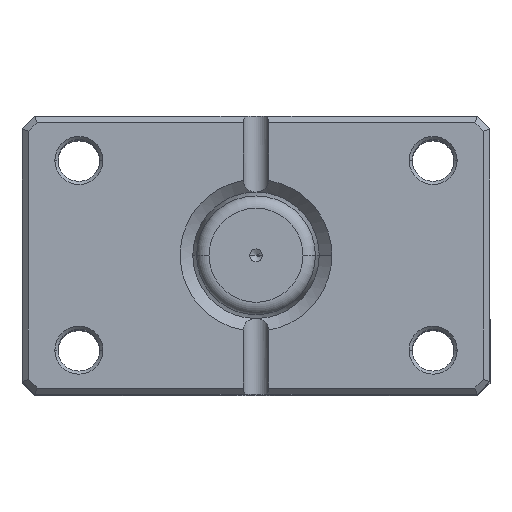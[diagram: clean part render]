
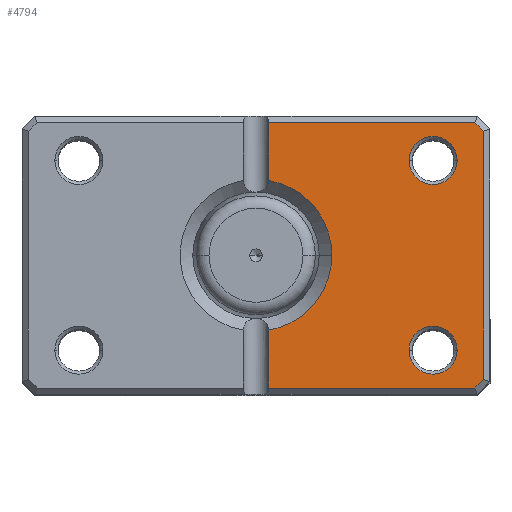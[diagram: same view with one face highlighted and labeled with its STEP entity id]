
A CAD part, top view. The second image highlights one B-rep face of the part: STEP entity #4794.
In plain terms, the highlighted face is planar.
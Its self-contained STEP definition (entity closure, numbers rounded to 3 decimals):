
#88 = CARTESIAN_POINT ( 'NONE',  ( 0., 21., 0. ) ) ;
#92 = CIRCLE ( 'NONE', #6217, 3.8 ) ;
#117 = ORIENTED_EDGE ( 'NONE', *, *, #3214, .T. ) ;
#130 = LINE ( 'NONE', #5786, #2530 ) ;
#143 = PLANE ( 'NONE',  #4802 ) ;
#171 = DIRECTION ( 'NONE',  ( -0.707, 0.707, 0. ) ) ;
#197 = VERTEX_POINT ( 'NONE', #4321 ) ;
#270 = DIRECTION ( 'NONE',  ( 1., 0., 0. ) ) ;
#296 = CARTESIAN_POINT ( 'NONE',  ( -31.8, -15., 0. ) ) ;
#366 = DIRECTION ( 'NONE',  ( 1., 0., 0. ) ) ;
#403 = EDGE_CURVE ( 'NONE', #197, #2511, #724, .T. ) ;
#460 = AXIS2_PLACEMENT_3D ( 'NONE', #6091, #3149, #270 ) ;
#554 = CARTESIAN_POINT ( 'NONE',  ( -31.8, 15., 0. ) ) ;
#585 = VECTOR ( 'NONE', #1182, 1000. ) ;
#623 = CIRCLE ( 'NONE', #4039, 3.8 ) ;
#648 = DIRECTION ( 'NONE',  ( 0., 0., 1. ) ) ;
#671 = CIRCLE ( 'NONE', #681, 12. ) ;
#681 = AXIS2_PLACEMENT_3D ( 'NONE', #2701, #6139, #3200 ) ;
#702 = LINE ( 'NONE', #88, #5713 ) ;
#724 = LINE ( 'NONE', #1232, #585 ) ;
#743 = CARTESIAN_POINT ( 'NONE',  ( -2., 11.832, 0. ) ) ;
#799 = VERTEX_POINT ( 'NONE', #2327 ) ;
#851 = EDGE_CURVE ( 'NONE', #2080, #4252, #130, .T. ) ;
#881 = VECTOR ( 'NONE', #171, 1000. ) ;
#938 = DIRECTION ( 'NONE',  ( -1., 0., 0. ) ) ;
#962 = CARTESIAN_POINT ( 'NONE',  ( -2., -11.832, 0. ) ) ;
#988 = CARTESIAN_POINT ( 'NONE',  ( -34.586, 21., 0. ) ) ;
#1018 = ORIENTED_EDGE ( 'NONE', *, *, #4963, .T. ) ;
#1091 = ORIENTED_EDGE ( 'NONE', *, *, #5993, .T. ) ;
#1100 = DIRECTION ( 'NONE',  ( 0., 0., 1. ) ) ;
#1182 = DIRECTION ( 'NONE',  ( 0., -1., 0. ) ) ;
#1204 = EDGE_CURVE ( 'NONE', #2958, #2887, #2143, .T. ) ;
#1232 = CARTESIAN_POINT ( 'NONE',  ( -2., 22., 0. ) ) ;
#1510 = DIRECTION ( 'NONE',  ( 1., 0., 0. ) ) ;
#1527 = CARTESIAN_POINT ( 'NONE',  ( -36., 19.586, 0. ) ) ;
#1536 = EDGE_LOOP ( 'NONE', ( #5976, #1091, #4898, #5209, #2891, #4509, #4650, #2362, #117 ) ) ;
#1700 = ORIENTED_EDGE ( 'NONE', *, *, #6098, .T. ) ;
#1737 = LINE ( 'NONE', #5075, #5466 ) ;
#1742 = CIRCLE ( 'NONE', #460, 3.8 ) ;
#1751 = VERTEX_POINT ( 'NONE', #962 ) ;
#2080 = VERTEX_POINT ( 'NONE', #1527 ) ;
#2130 = DIRECTION ( 'NONE',  ( 0., 1., 0. ) ) ;
#2143 = LINE ( 'NONE', #2390, #881 ) ;
#2200 = VECTOR ( 'NONE', #5329, 1000. ) ;
#2201 = EDGE_CURVE ( 'NONE', #1751, #2352, #6102, .T. ) ;
#2327 = CARTESIAN_POINT ( 'NONE',  ( -24.2, 15., 0. ) ) ;
#2349 = CARTESIAN_POINT ( 'NONE',  ( -28., -15., 0. ) ) ;
#2352 = VERTEX_POINT ( 'NONE', #5165 ) ;
#2362 = ORIENTED_EDGE ( 'NONE', *, *, #851, .T. ) ;
#2390 = CARTESIAN_POINT ( 'NONE',  ( -27.793, -27.793, 0. ) ) ;
#2511 = VERTEX_POINT ( 'NONE', #743 ) ;
#2530 = VECTOR ( 'NONE', #5376, 1000. ) ;
#2701 = CARTESIAN_POINT ( 'NONE',  ( 0., 0., 0. ) ) ;
#2710 = CARTESIAN_POINT ( 'NONE',  ( 0., 0., 0. ) ) ;
#2789 = FACE_BOUND ( 'NONE', #5218, .T. ) ;
#2834 = DIRECTION ( 'NONE',  ( 1., 0., 0. ) ) ;
#2848 = EDGE_CURVE ( 'NONE', #3027, #1751, #3503, .T. ) ;
#2887 = VERTEX_POINT ( 'NONE', #3243 ) ;
#2891 = ORIENTED_EDGE ( 'NONE', *, *, #5043, .T. ) ;
#2958 = VERTEX_POINT ( 'NONE', #3790 ) ;
#3027 = VERTEX_POINT ( 'NONE', #5763 ) ;
#3149 = DIRECTION ( 'NONE',  ( 0., 0., 1. ) ) ;
#3200 = DIRECTION ( 'NONE',  ( 1., 0., 0. ) ) ;
#3205 = ORIENTED_EDGE ( 'NONE', *, *, #5206, .T. ) ;
#3214 = EDGE_CURVE ( 'NONE', #4252, #197, #702, .T. ) ;
#3215 = DIRECTION ( 'NONE',  ( 1., 0., 0. ) ) ;
#3243 = CARTESIAN_POINT ( 'NONE',  ( -36., -19.586, 0. ) ) ;
#3258 = DIRECTION ( 'NONE',  ( 0., 0., 1. ) ) ;
#3503 = CIRCLE ( 'NONE', #5613, 12. ) ;
#3541 = CARTESIAN_POINT ( 'NONE',  ( -28., 15., 0. ) ) ;
#3548 = VERTEX_POINT ( 'NONE', #296 ) ;
#3713 = VECTOR ( 'NONE', #938, 1000. ) ;
#3790 = CARTESIAN_POINT ( 'NONE',  ( -34.586, -21., 0. ) ) ;
#3879 = LINE ( 'NONE', #6295, #3713 ) ;
#3920 = CARTESIAN_POINT ( 'NONE',  ( -24.2, -15., 0. ) ) ;
#4015 = EDGE_CURVE ( 'NONE', #4682, #3548, #1742, .T. ) ;
#4034 = DIRECTION ( 'NONE',  ( 1., 0., 0. ) ) ;
#4039 = AXIS2_PLACEMENT_3D ( 'NONE', #6194, #3258, #366 ) ;
#4252 = VERTEX_POINT ( 'NONE', #988 ) ;
#4321 = CARTESIAN_POINT ( 'NONE',  ( -2., 21., 0. ) ) ;
#4347 = EDGE_CURVE ( 'NONE', #2887, #2080, #1737, .T. ) ;
#4405 = FACE_BOUND ( 'NONE', #4909, .T. ) ;
#4439 = ORIENTED_EDGE ( 'NONE', *, *, #4015, .T. ) ;
#4501 = DIRECTION ( 'NONE',  ( 1., 0., 0. ) ) ;
#4509 = ORIENTED_EDGE ( 'NONE', *, *, #1204, .T. ) ;
#4650 = ORIENTED_EDGE ( 'NONE', *, *, #4347, .T. ) ;
#4682 = VERTEX_POINT ( 'NONE', #3920 ) ;
#4794 = ADVANCED_FACE ( 'NONE', ( #2789, #4405, #5261 ), #143, .F. ) ;
#4802 = AXIS2_PLACEMENT_3D ( 'NONE', #4988, #1100, #4501 ) ;
#4898 = ORIENTED_EDGE ( 'NONE', *, *, #2848, .T. ) ;
#4909 = EDGE_LOOP ( 'NONE', ( #1018, #3205 ) ) ;
#4963 = EDGE_CURVE ( 'NONE', #5316, #799, #623, .T. ) ;
#4988 = CARTESIAN_POINT ( 'NONE',  ( 0., 0., 0. ) ) ;
#5043 = EDGE_CURVE ( 'NONE', #2352, #2958, #3879, .T. ) ;
#5075 = CARTESIAN_POINT ( 'NONE',  ( -36., 0., 0. ) ) ;
#5165 = CARTESIAN_POINT ( 'NONE',  ( -2., -21., 0. ) ) ;
#5206 = EDGE_CURVE ( 'NONE', #799, #5316, #92, .T. ) ;
#5209 = ORIENTED_EDGE ( 'NONE', *, *, #2201, .T. ) ;
#5218 = EDGE_LOOP ( 'NONE', ( #1700, #4439 ) ) ;
#5261 = FACE_OUTER_BOUND ( 'NONE', #1536, .T. ) ;
#5316 = VERTEX_POINT ( 'NONE', #554 ) ;
#5329 = DIRECTION ( 'NONE',  ( 0., -1., 0. ) ) ;
#5376 = DIRECTION ( 'NONE',  ( 0.707, 0.707, 0. ) ) ;
#5466 = VECTOR ( 'NONE', #2130, 1000. ) ;
#5560 = AXIS2_PLACEMENT_3D ( 'NONE', #2349, #5771, #2834 ) ;
#5613 = AXIS2_PLACEMENT_3D ( 'NONE', #2710, #6150, #3215 ) ;
#5638 = CARTESIAN_POINT ( 'NONE',  ( -2., 22., 0. ) ) ;
#5713 = VECTOR ( 'NONE', #1510, 1000. ) ;
#5763 = CARTESIAN_POINT ( 'NONE',  ( -12., 0., 0. ) ) ;
#5771 = DIRECTION ( 'NONE',  ( 0., 0., 1. ) ) ;
#5786 = CARTESIAN_POINT ( 'NONE',  ( -27.793, 27.793, 0. ) ) ;
#5976 = ORIENTED_EDGE ( 'NONE', *, *, #403, .T. ) ;
#5993 = EDGE_CURVE ( 'NONE', #2511, #3027, #671, .T. ) ;
#6060 = CIRCLE ( 'NONE', #5560, 3.8 ) ;
#6091 = CARTESIAN_POINT ( 'NONE',  ( -28., -15., 0. ) ) ;
#6098 = EDGE_CURVE ( 'NONE', #3548, #4682, #6060, .T. ) ;
#6102 = LINE ( 'NONE', #5638, #2200 ) ;
#6139 = DIRECTION ( 'NONE',  ( 0., 0., 1. ) ) ;
#6150 = DIRECTION ( 'NONE',  ( 0., 0., 1. ) ) ;
#6194 = CARTESIAN_POINT ( 'NONE',  ( -28., 15., 0. ) ) ;
#6217 = AXIS2_PLACEMENT_3D ( 'NONE', #3541, #648, #4034 ) ;
#6295 = CARTESIAN_POINT ( 'NONE',  ( 0., -21., 0. ) ) ;
